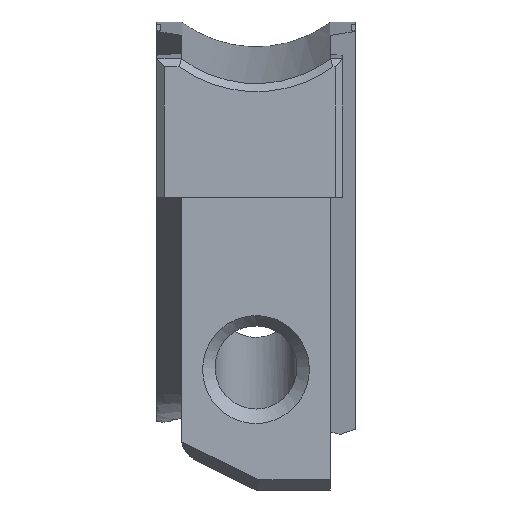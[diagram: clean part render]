
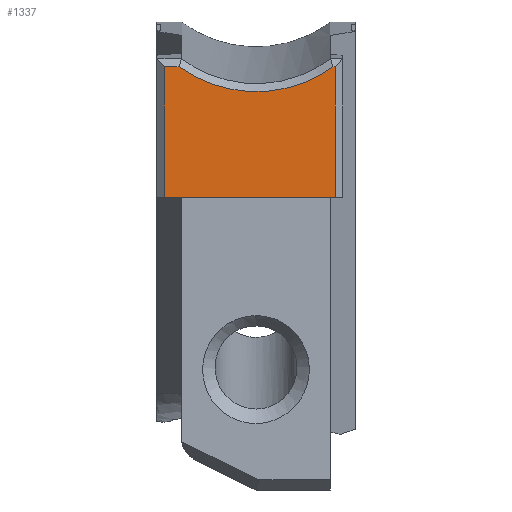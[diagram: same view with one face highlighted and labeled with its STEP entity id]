
A CAD part, front view. The second image highlights one B-rep face of the part: STEP entity #1337.
In plain terms, the highlighted planar face has unit normal (0, -1, 0).
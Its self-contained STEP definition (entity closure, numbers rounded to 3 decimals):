
#1244 = PLANE('',#1245);
#1245 = AXIS2_PLACEMENT_3D('',#1246,#1247,#1248);
#1246 = CARTESIAN_POINT('',(184.875,24.747,-52.043));
#1247 = DIRECTION('',(0.707,-0.707,0.)
  );
#1248 = DIRECTION('',(0.,0.,1.));
#1272 = PLANE('',#1273);
#1273 = AXIS2_PLACEMENT_3D('',#1274,#1275,#1276);
#1274 = CARTESIAN_POINT('',(185.025,26.597,-53.688));
#1275 = DIRECTION('',(0.,0.,-1.));
#1276 = DIRECTION('',(0.,-1.,0.));
#1337 = ADVANCED_FACE('',(#1338),#1352,.T.);
#1338 = FACE_BOUND('',#1339,.T.);
#1339 = EDGE_LOOP('',(#1340,#1375,#1398,#1421,#1449,#1497));
#1340 = ORIENTED_EDGE('',*,*,#1341,.F.);
#1341 = EDGE_CURVE('',#1342,#1344,#1346,.T.);
#1342 = VERTEX_POINT('',#1343);
#1343 = CARTESIAN_POINT('',(177.825,24.597,-53.688));
#1344 = VERTEX_POINT('',#1345);
#1345 = CARTESIAN_POINT('',(177.825,24.597,-48.427));
#1346 = SURFACE_CURVE('',#1347,(#1351,#1363),.PCURVE_S1.);
#1347 = LINE('',#1348,#1349);
#1348 = CARTESIAN_POINT('',(177.825,24.597,-52.043));
#1349 = VECTOR('',#1350,1.);
#1350 = DIRECTION('',(0.,0.,1.));
#1351 = PCURVE('',#1352,#1357);
#1352 = PLANE('',#1353);
#1353 = AXIS2_PLACEMENT_3D('',#1354,#1355,#1356);
#1354 = CARTESIAN_POINT('',(185.025,24.597,-53.688));
#1355 = DIRECTION('',(0.,-1.,0.));
#1356 = DIRECTION('',(0.,0.,1.));
#1357 = DEFINITIONAL_REPRESENTATION('',(#1358),#1362);
#1358 = LINE('',#1359,#1360);
#1359 = CARTESIAN_POINT('',(1.646,7.2));
#1360 = VECTOR('',#1361,1.);
#1361 = DIRECTION('',(1.,0.));
#1362 = ( GEOMETRIC_REPRESENTATION_CONTEXT(2) 
PARAMETRIC_REPRESENTATION_CONTEXT() REPRESENTATION_CONTEXT('2D SPACE',''
  ) );
#1363 = PCURVE('',#1364,#1369);
#1364 = PLANE('',#1365);
#1365 = AXIS2_PLACEMENT_3D('',#1366,#1367,#1368);
#1366 = CARTESIAN_POINT('',(177.675,24.747,-52.043));
#1367 = DIRECTION('',(-0.707,-0.707,0.
    ));
#1368 = DIRECTION('',(0.,0.,1.));
#1369 = DEFINITIONAL_REPRESENTATION('',(#1370),#1374);
#1370 = LINE('',#1371,#1372);
#1371 = CARTESIAN_POINT('',(0.,-0.212));
#1372 = VECTOR('',#1373,1.);
#1373 = DIRECTION('',(1.,0.));
#1374 = ( GEOMETRIC_REPRESENTATION_CONTEXT(2) 
PARAMETRIC_REPRESENTATION_CONTEXT() REPRESENTATION_CONTEXT('2D SPACE',''
  ) );
#1375 = ORIENTED_EDGE('',*,*,#1376,.F.);
#1376 = EDGE_CURVE('',#1377,#1342,#1379,.T.);
#1377 = VERTEX_POINT('',#1378);
#1378 = CARTESIAN_POINT('',(184.725,24.597,-53.688));
#1379 = SURFACE_CURVE('',#1380,(#1384,#1391),.PCURVE_S1.);
#1380 = LINE('',#1381,#1382);
#1381 = CARTESIAN_POINT('',(185.025,24.597,-53.688));
#1382 = VECTOR('',#1383,1.);
#1383 = DIRECTION('',(-1.,0.,0.));
#1384 = PCURVE('',#1352,#1385);
#1385 = DEFINITIONAL_REPRESENTATION('',(#1386),#1390);
#1386 = LINE('',#1387,#1388);
#1387 = CARTESIAN_POINT('',(0.,0.));
#1388 = VECTOR('',#1389,1.);
#1389 = DIRECTION('',(0.,1.));
#1390 = ( GEOMETRIC_REPRESENTATION_CONTEXT(2) 
PARAMETRIC_REPRESENTATION_CONTEXT() REPRESENTATION_CONTEXT('2D SPACE',''
  ) );
#1391 = PCURVE('',#1272,#1392);
#1392 = DEFINITIONAL_REPRESENTATION('',(#1393),#1397);
#1393 = LINE('',#1394,#1395);
#1394 = CARTESIAN_POINT('',(2.,0.));
#1395 = VECTOR('',#1396,1.);
#1396 = DIRECTION('',(0.,1.));
#1397 = ( GEOMETRIC_REPRESENTATION_CONTEXT(2) 
PARAMETRIC_REPRESENTATION_CONTEXT() REPRESENTATION_CONTEXT('2D SPACE',''
  ) );
#1398 = ORIENTED_EDGE('',*,*,#1399,.F.);
#1399 = EDGE_CURVE('',#1400,#1377,#1402,.T.);
#1400 = VERTEX_POINT('',#1401);
#1401 = CARTESIAN_POINT('',(184.725,24.597,-48.427));
#1402 = SURFACE_CURVE('',#1403,(#1407,#1414),.PCURVE_S1.);
#1403 = LINE('',#1404,#1405);
#1404 = CARTESIAN_POINT('',(184.725,24.597,-52.043));
#1405 = VECTOR('',#1406,1.);
#1406 = DIRECTION('',(0.,0.,-1.));
#1407 = PCURVE('',#1352,#1408);
#1408 = DEFINITIONAL_REPRESENTATION('',(#1409),#1413);
#1409 = LINE('',#1410,#1411);
#1410 = CARTESIAN_POINT('',(1.646,0.3));
#1411 = VECTOR('',#1412,1.);
#1412 = DIRECTION('',(-1.,0.));
#1413 = ( GEOMETRIC_REPRESENTATION_CONTEXT(2) 
PARAMETRIC_REPRESENTATION_CONTEXT() REPRESENTATION_CONTEXT('2D SPACE',''
  ) );
#1414 = PCURVE('',#1244,#1415);
#1415 = DEFINITIONAL_REPRESENTATION('',(#1416),#1420);
#1416 = LINE('',#1417,#1418);
#1417 = CARTESIAN_POINT('',(0.,0.212));
#1418 = VECTOR('',#1419,1.);
#1419 = DIRECTION('',(-1.,0.));
#1420 = ( GEOMETRIC_REPRESENTATION_CONTEXT(2) 
PARAMETRIC_REPRESENTATION_CONTEXT() REPRESENTATION_CONTEXT('2D SPACE',''
  ) );
#1421 = ORIENTED_EDGE('',*,*,#1422,.F.);
#1422 = EDGE_CURVE('',#1423,#1400,#1425,.T.);
#1423 = VERTEX_POINT('',#1424);
#1424 = CARTESIAN_POINT('',(184.624,24.597,
    -48.427));
#1425 = SURFACE_CURVE('',#1426,(#1430,#1437),.PCURVE_S1.);
#1426 = LINE('',#1427,#1428);
#1427 = CARTESIAN_POINT('',(185.275,24.597,-48.427));
#1428 = VECTOR('',#1429,1.);
#1429 = DIRECTION('',(1.,0.,0.));
#1430 = PCURVE('',#1352,#1431);
#1431 = DEFINITIONAL_REPRESENTATION('',(#1432),#1436);
#1432 = LINE('',#1433,#1434);
#1433 = CARTESIAN_POINT('',(5.261,-0.25));
#1434 = VECTOR('',#1435,1.);
#1435 = DIRECTION('',(0.,-1.));
#1436 = ( GEOMETRIC_REPRESENTATION_CONTEXT(2) 
PARAMETRIC_REPRESENTATION_CONTEXT() REPRESENTATION_CONTEXT('2D SPACE',''
  ) );
#1437 = PCURVE('',#1438,#1443);
#1438 = PLANE('',#1439);
#1439 = AXIS2_PLACEMENT_3D('',#1440,#1441,#1442);
#1440 = CARTESIAN_POINT('',(185.275,24.746,-48.266));
#1441 = DIRECTION('',(0.,-0.734,0.679
    ));
#1442 = DIRECTION('',(0.,0.679,0.734)
  );
#1443 = DEFINITIONAL_REPRESENTATION('',(#1444),#1448);
#1444 = LINE('',#1445,#1446);
#1445 = CARTESIAN_POINT('',(-0.22,0.));
#1446 = VECTOR('',#1447,1.);
#1447 = DIRECTION('',(0.,-1.));
#1448 = ( GEOMETRIC_REPRESENTATION_CONTEXT(2) 
PARAMETRIC_REPRESENTATION_CONTEXT() REPRESENTATION_CONTEXT('2D SPACE',''
  ) );
#1449 = ORIENTED_EDGE('',*,*,#1450,.F.);
#1450 = EDGE_CURVE('',#1451,#1423,#1453,.T.);
#1451 = VERTEX_POINT('',#1452);
#1452 = CARTESIAN_POINT('',(178.426,24.597,
    -48.427));
#1453 = SURFACE_CURVE('',#1454,(#1460,#1469),.PCURVE_S1.);
#1454 = B_SPLINE_CURVE_WITH_KNOTS('',3,(#1455,#1456,#1457,#1458,#1459),
  .UNSPECIFIED.,.F.,.F.,(4,1,4),(-3.766,-3.049,
    -2.517),.UNSPECIFIED.);
#1455 = CARTESIAN_POINT('',(178.426,24.597,
    -48.427));
#1456 = CARTESIAN_POINT('',(179.454,24.597,
    -49.169));
#1457 = CARTESIAN_POINT('',(181.719,24.597,
    -49.787));
#1458 = CARTESIAN_POINT('',(183.861,24.597,
    -48.978));
#1459 = CARTESIAN_POINT('',(184.624,24.597,
    -48.427));
#1460 = PCURVE('',#1352,#1461);
#1461 = DEFINITIONAL_REPRESENTATION('',(#1462),#1468);
#1462 = B_SPLINE_CURVE_WITH_KNOTS('',3,(#1463,#1464,#1465,#1466,#1467),
  .UNSPECIFIED.,.F.,.F.,(4,1,4),(-3.766,-3.049,
    -2.517),.UNSPECIFIED.);
#1463 = CARTESIAN_POINT('',(5.261,6.599));
#1464 = CARTESIAN_POINT('',(4.52,5.571));
#1465 = CARTESIAN_POINT('',(3.901,3.306));
#1466 = CARTESIAN_POINT('',(4.71,1.164));
#1467 = CARTESIAN_POINT('',(5.261,0.401));
#1468 = ( GEOMETRIC_REPRESENTATION_CONTEXT(2) 
PARAMETRIC_REPRESENTATION_CONTEXT() REPRESENTATION_CONTEXT('2D SPACE',''
  ) );
#1469 = PCURVE('',#1470,#1491);
#1470 = B_SPLINE_SURFACE_WITH_KNOTS('',3,3,(
    (#1471,#1472,#1473,#1474,#1475)
    ,(#1476,#1477,#1478,#1479,#1480)
    ,(#1481,#1482,#1483,#1484,#1485)
    ,(#1486,#1487,#1488,#1489,#1490
    )),.UNSPECIFIED.,.F.,.F.,.F.,(4,4),(4,1,4),(0.,1.),(2.495,
    3.049,3.788),.UNSPECIFIED.);
#1471 = CARTESIAN_POINT('',(184.718,24.597,
    -48.358));
#1472 = CARTESIAN_POINT('',(183.936,24.597,
    -48.949));
#1473 = CARTESIAN_POINT('',(181.721,24.597,
    -49.813));
#1474 = CARTESIAN_POINT('',(179.374,24.597,
    -49.146));
#1475 = CARTESIAN_POINT('',(178.332,24.597,
    -48.358));
#1476 = CARTESIAN_POINT('',(184.654,24.696,
    -48.273));
#1477 = CARTESIAN_POINT('',(183.887,24.696,
    -48.852));
#1478 = CARTESIAN_POINT('',(181.717,24.696,
    -49.697));
#1479 = CARTESIAN_POINT('',(179.418,24.696,
    -49.045));
#1480 = CARTESIAN_POINT('',(178.396,24.696,
    -48.273));
#1481 = CARTESIAN_POINT('',(184.589,24.796,
    -48.188));
#1482 = CARTESIAN_POINT('',(183.838,24.796,
    -48.755));
#1483 = CARTESIAN_POINT('',(181.713,24.796,
    -49.58));
#1484 = CARTESIAN_POINT('',(179.462,24.796,
    -48.943));
#1485 = CARTESIAN_POINT('',(178.461,24.796,
    -48.188));
#1486 = CARTESIAN_POINT('',(184.525,24.896,
    -48.104));
#1487 = CARTESIAN_POINT('',(183.789,24.896,
    -48.657));
#1488 = CARTESIAN_POINT('',(181.709,24.896,
    -49.464));
#1489 = CARTESIAN_POINT('',(179.506,24.896,
    -48.842));
#1490 = CARTESIAN_POINT('',(178.525,24.896,
    -48.104));
#1491 = DEFINITIONAL_REPRESENTATION('',(#1492),#1496);
#1492 = LINE('',#1493,#1494);
#1493 = CARTESIAN_POINT('',(0.,0.));
#1494 = VECTOR('',#1495,1.);
#1495 = DIRECTION('',(0.,-1.));
#1496 = ( GEOMETRIC_REPRESENTATION_CONTEXT(2) 
PARAMETRIC_REPRESENTATION_CONTEXT() REPRESENTATION_CONTEXT('2D SPACE',''
  ) );
#1497 = ORIENTED_EDGE('',*,*,#1498,.F.);
#1498 = EDGE_CURVE('',#1344,#1451,#1499,.T.);
#1499 = SURFACE_CURVE('',#1500,(#1504,#1511),.PCURVE_S1.);
#1500 = LINE('',#1501,#1502);
#1501 = CARTESIAN_POINT('',(181.775,24.597,-48.427));
#1502 = VECTOR('',#1503,1.);
#1503 = DIRECTION('',(1.,0.,0.));
#1504 = PCURVE('',#1352,#1505);
#1505 = DEFINITIONAL_REPRESENTATION('',(#1506),#1510);
#1506 = LINE('',#1507,#1508);
#1507 = CARTESIAN_POINT('',(5.261,3.25));
#1508 = VECTOR('',#1509,1.);
#1509 = DIRECTION('',(0.,-1.));
#1510 = ( GEOMETRIC_REPRESENTATION_CONTEXT(2) 
PARAMETRIC_REPRESENTATION_CONTEXT() REPRESENTATION_CONTEXT('2D SPACE',''
  ) );
#1511 = PCURVE('',#1512,#1517);
#1512 = PLANE('',#1513);
#1513 = AXIS2_PLACEMENT_3D('',#1514,#1515,#1516);
#1514 = CARTESIAN_POINT('',(181.775,24.746,-48.266));
#1515 = DIRECTION('',(0.,-0.734,0.679
    ));
#1516 = DIRECTION('',(0.,0.679,0.734)
  );
#1517 = DEFINITIONAL_REPRESENTATION('',(#1518),#1522);
#1518 = LINE('',#1519,#1520);
#1519 = CARTESIAN_POINT('',(-0.22,0.));
#1520 = VECTOR('',#1521,1.);
#1521 = DIRECTION('',(0.,-1.));
#1522 = ( GEOMETRIC_REPRESENTATION_CONTEXT(2) 
PARAMETRIC_REPRESENTATION_CONTEXT() REPRESENTATION_CONTEXT('2D SPACE',''
  ) );
